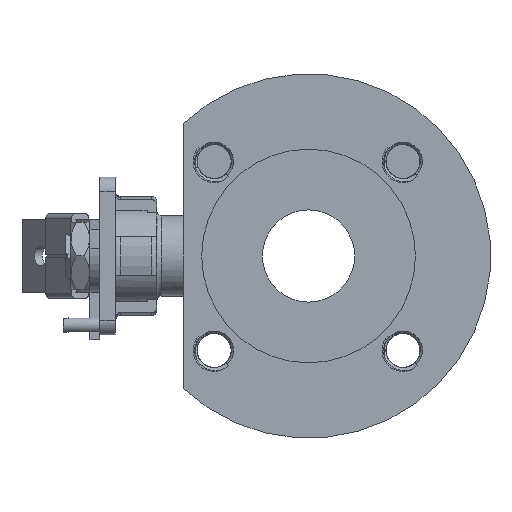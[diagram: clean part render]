
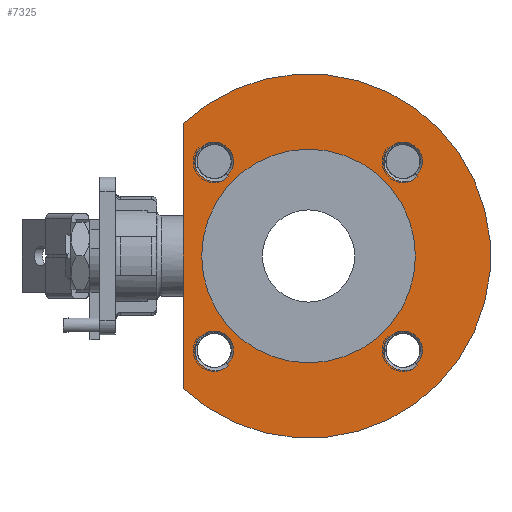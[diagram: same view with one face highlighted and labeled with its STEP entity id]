
A CAD part, left-side view. The second image highlights one B-rep face of the part: STEP entity #7325.
In plain terms, the highlighted planar face has unit normal (-1, 0, 0).
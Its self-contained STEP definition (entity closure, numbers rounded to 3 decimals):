
#643=CIRCLE('',#7733,8.);
#644=CIRCLE('',#7734,8.);
#645=CIRCLE('',#7735,44.);
#646=CIRCLE('',#7736,75.);
#647=CIRCLE('',#7737,8.);
#648=CIRCLE('',#7738,8.);
#880=B_SPLINE_CURVE_WITH_KNOTS('',3,(#17331,#17332,#17333,#17334),
 .UNSPECIFIED.,.F.,.F.,(4,4),(0.,1.),.UNSPECIFIED.);
#883=B_SPLINE_CURVE_WITH_KNOTS('',3,(#18874,#18875,#18876,#18877,#18878),
 .UNSPECIFIED.,.F.,.F.,(4,1,4),(0.,0.5,1.),.UNSPECIFIED.);
#903=B_SPLINE_CURVE_WITH_KNOTS('',3,(#26258,#26259,#26260,#26261,#26262),
 .UNSPECIFIED.,.F.,.F.,(4,1,4),(0.,0.5,1.),.UNSPECIFIED.);
#907=B_SPLINE_CURVE_WITH_KNOTS('',3,(#27697,#27698,#27699,#27700),
 .UNSPECIFIED.,.F.,.F.,(4,4),(0.,1.),.UNSPECIFIED.);
#920=B_SPLINE_CURVE_WITH_KNOTS('',3,(#32268,#32269,#32270,#32271),
 .UNSPECIFIED.,.F.,.F.,(4,4),(0.,1.),.UNSPECIFIED.);
#923=B_SPLINE_CURVE_WITH_KNOTS('',3,(#33631,#33632,#33633,#33634,#33635),
 .UNSPECIFIED.,.F.,.F.,(4,1,4),(0.,0.5,1.),.UNSPECIFIED.);
#943=B_SPLINE_CURVE_WITH_KNOTS('',3,(#41024,#41025,#41026,#41027,#41028),
 .UNSPECIFIED.,.F.,.F.,(4,1,4),(0.,0.5,1.),.UNSPECIFIED.);
#947=B_SPLINE_CURVE_WITH_KNOTS('',3,(#42460,#42461,#42462,#42463),
 .UNSPECIFIED.,.F.,.F.,(4,4),(0.,1.),.UNSPECIFIED.);
#1771=ORIENTED_EDGE('',*,*,#3776,.F.);
#1772=ORIENTED_EDGE('',*,*,#4097,.T.);
#1773=ORIENTED_EDGE('',*,*,#3770,.T.);
#1774=ORIENTED_EDGE('',*,*,#3771,.F.);
#1775=ORIENTED_EDGE('',*,*,#3958,.F.);
#1776=ORIENTED_EDGE('',*,*,#4098,.T.);
#1777=ORIENTED_EDGE('',*,*,#3952,.T.);
#1778=ORIENTED_EDGE('',*,*,#3953,.F.);
#1779=ORIENTED_EDGE('',*,*,#4099,.F.);
#1780=ORIENTED_EDGE('',*,*,#4100,.T.);
#1781=ORIENTED_EDGE('',*,*,#4101,.T.);
#1782=ORIENTED_EDGE('',*,*,#4063,.F.);
#1783=ORIENTED_EDGE('',*,*,#4102,.T.);
#1784=ORIENTED_EDGE('',*,*,#4043,.T.);
#1785=ORIENTED_EDGE('',*,*,#4083,.F.);
#1786=ORIENTED_EDGE('',*,*,#3881,.F.);
#1787=ORIENTED_EDGE('',*,*,#4103,.T.);
#1788=ORIENTED_EDGE('',*,*,#3861,.T.);
#1789=ORIENTED_EDGE('',*,*,#3901,.F.);
#3770=EDGE_CURVE('',#4937,#4938,#5764,.T.);
#3771=EDGE_CURVE('',#4939,#4938,#880,.F.);
#3776=EDGE_CURVE('',#4943,#4939,#883,.F.);
#3861=EDGE_CURVE('',#5022,#5023,#5769,.T.);
#3881=EDGE_CURVE('',#5043,#5044,#903,.F.);
#3901=EDGE_CURVE('',#5044,#5023,#907,.F.);
#3952=EDGE_CURVE('',#5107,#5108,#5774,.T.);
#3953=EDGE_CURVE('',#5109,#5108,#920,.F.);
#3958=EDGE_CURVE('',#5113,#5109,#923,.F.);
#4043=EDGE_CURVE('',#5192,#5193,#5779,.T.);
#4063=EDGE_CURVE('',#5213,#5214,#943,.F.);
#4083=EDGE_CURVE('',#5214,#5193,#947,.F.);
#4097=EDGE_CURVE('',#4943,#4937,#643,.T.);
#4098=EDGE_CURVE('',#5113,#5107,#644,.T.);
#4099=EDGE_CURVE('',#5240,#5240,#645,.T.);
#4100=EDGE_CURVE('',#5241,#5242,#5781,.T.);
#4101=EDGE_CURVE('',#5242,#5241,#646,.T.);
#4102=EDGE_CURVE('',#5213,#5192,#647,.T.);
#4103=EDGE_CURVE('',#5043,#5022,#648,.T.);
#4937=VERTEX_POINT('',#16395);
#4938=VERTEX_POINT('',#16397);
#4939=VERTEX_POINT('',#17335);
#4943=VERTEX_POINT('',#18879);
#5022=VERTEX_POINT('',#23955);
#5023=VERTEX_POINT('',#23957);
#5043=VERTEX_POINT('',#26263);
#5044=VERTEX_POINT('',#26264);
#5107=VERTEX_POINT('',#31336);
#5108=VERTEX_POINT('',#31338);
#5109=VERTEX_POINT('',#32272);
#5113=VERTEX_POINT('',#33636);
#5192=VERTEX_POINT('',#38729);
#5193=VERTEX_POINT('',#38731);
#5213=VERTEX_POINT('',#41029);
#5214=VERTEX_POINT('',#41030);
#5240=VERTEX_POINT('',#42504);
#5241=VERTEX_POINT('',#42506);
#5242=VERTEX_POINT('',#42507);
#5764=LINE('',#16398,#6125);
#5769=LINE('',#23958,#6130);
#5774=LINE('',#31339,#6135);
#5779=LINE('',#38732,#6140);
#5781=LINE('',#42505,#6142);
#6125=VECTOR('',#8378,1000.);
#6130=VECTOR('',#8391,1000.);
#6135=VECTOR('',#8404,1000.);
#6140=VECTOR('',#8417,1000.);
#6142=VECTOR('',#8453,1000.);
#6478=EDGE_LOOP('',(#1771,#1772,#1773,#1774));
#6479=EDGE_LOOP('',(#1775,#1776,#1777,#1778));
#6480=EDGE_LOOP('',(#1779));
#6481=EDGE_LOOP('',(#1780,#1781));
#6482=EDGE_LOOP('',(#1782,#1783,#1784,#1785));
#6483=EDGE_LOOP('',(#1786,#1787,#1788,#1789));
#6857=FACE_BOUND('',#6478,.T.);
#6858=FACE_BOUND('',#6479,.T.);
#6859=FACE_BOUND('',#6480,.T.);
#6860=FACE_BOUND('',#6481,.T.);
#6861=FACE_BOUND('',#6482,.T.);
#6862=FACE_BOUND('',#6483,.T.);
#7179=PLANE('',#7732);
#7325=ADVANCED_FACE('',(#6857,#6858,#6859,#6860,#6861,#6862),#7179,.T.);
#7732=AXIS2_PLACEMENT_3D('',#42500,#8445,#8446);
#7733=AXIS2_PLACEMENT_3D('',#42501,#8447,#8448);
#7734=AXIS2_PLACEMENT_3D('',#42502,#8449,#8450);
#7735=AXIS2_PLACEMENT_3D('',#42503,#8451,#8452);
#7736=AXIS2_PLACEMENT_3D('',#42508,#8454,#8455);
#7737=AXIS2_PLACEMENT_3D('',#42509,#8456,#8457);
#7738=AXIS2_PLACEMENT_3D('',#42510,#8458,#8459);
#8378=DIRECTION('',(0.,-0.707,-0.707));
#8391=DIRECTION('',(0.,-0.707,-0.707));
#8404=DIRECTION('',(0.,-0.707,-0.707));
#8417=DIRECTION('',(0.,-0.707,-0.707));
#8445=DIRECTION('',(-1.,0.,0.));
#8446=DIRECTION('',(0.,0.,1.));
#8447=DIRECTION('',(1.,0.,0.));
#8448=DIRECTION('',(0.,0.,1.));
#8449=DIRECTION('',(1.,0.,0.));
#8450=DIRECTION('',(0.,0.,1.));
#8451=DIRECTION('',(-1.,0.,0.));
#8452=DIRECTION('',(0.,0.,1.));
#8453=DIRECTION('',(0.,0.,-1.));
#8454=DIRECTION('',(-1.,0.,0.));
#8455=DIRECTION('',(0.,0.,1.));
#8456=DIRECTION('',(1.,0.,0.));
#8457=DIRECTION('',(0.,0.,1.));
#8458=DIRECTION('',(1.,0.,0.));
#8459=DIRECTION('',(0.,0.,1.));
#16395=CARTESIAN_POINT('',(-29.5,-44.548,33.234));
#16397=CARTESIAN_POINT('',(-29.5,-44.91,32.872));
#16398=CARTESIAN_POINT('',(-29.5,-38.891,38.891));
#17331=CARTESIAN_POINT('',(-29.5,-44.91,32.872));
#17332=CARTESIAN_POINT('',(-29.5,-44.393,32.295));
#17333=CARTESIAN_POINT('',(-29.5,-43.81,31.796));
#17334=CARTESIAN_POINT('',(-29.5,-43.159,31.375));
#17335=CARTESIAN_POINT('',(-29.5,-43.159,31.375));
#18874=CARTESIAN_POINT('',(-29.5,-43.159,31.375));
#18875=CARTESIAN_POINT('',(-29.5,-41.851,30.754));
#18876=CARTESIAN_POINT('',(-29.5,-38.954,30.18));
#18877=CARTESIAN_POINT('',(-29.5,-36.122,31.14));
#18878=CARTESIAN_POINT('',(-29.5,-34.946,31.931));
#18879=CARTESIAN_POINT('',(-29.5,-34.946,31.931));
#23955=CARTESIAN_POINT('',(-29.5,-44.548,-44.548));
#23957=CARTESIAN_POINT('',(-29.5,-44.912,-44.912));
#23958=CARTESIAN_POINT('',(-29.5,0.,0.));
#26258=CARTESIAN_POINT('',(-29.5,-43.216,-46.375));
#26259=CARTESIAN_POINT('',(-29.5,-41.907,-47.008));
#26260=CARTESIAN_POINT('',(-29.5,-39.003,-47.604));
#26261=CARTESIAN_POINT('',(-29.5,-36.157,-46.655));
#26262=CARTESIAN_POINT('',(-29.5,-34.972,-45.865));
#26263=CARTESIAN_POINT('',(-29.5,-34.972,-45.865));
#26264=CARTESIAN_POINT('',(-29.5,-43.216,-46.375));
#27697=CARTESIAN_POINT('',(-29.5,-44.912,-44.912));
#27698=CARTESIAN_POINT('',(-29.5,-44.41,-45.473));
#27699=CARTESIAN_POINT('',(-29.5,-43.845,-45.961));
#27700=CARTESIAN_POINT('',(-29.5,-43.216,-46.375));
#31336=CARTESIAN_POINT('',(-29.5,33.234,33.234));
#31338=CARTESIAN_POINT('',(-29.5,32.871,32.871));
#31339=CARTESIAN_POINT('',(-29.5,0.,0.));
#32268=CARTESIAN_POINT('',(-29.5,32.871,32.871));
#32269=CARTESIAN_POINT('',(-29.5,33.379,32.302));
#32270=CARTESIAN_POINT('',(-29.5,33.953,31.81));
#32271=CARTESIAN_POINT('',(-29.5,34.591,31.393));
#32272=CARTESIAN_POINT('',(-29.5,34.591,31.393));
#33631=CARTESIAN_POINT('',(-29.5,34.591,31.393));
#33632=CARTESIAN_POINT('',(-29.5,35.9,30.764));
#33633=CARTESIAN_POINT('',(-29.5,38.801,30.178));
#33634=CARTESIAN_POINT('',(-29.5,41.641,31.133));
#33635=CARTESIAN_POINT('',(-29.5,42.821,31.923));
#33636=CARTESIAN_POINT('',(-29.5,42.821,31.923));
#38729=CARTESIAN_POINT('',(-29.5,33.234,-44.548));
#38731=CARTESIAN_POINT('',(-29.5,32.866,-44.916));
#38732=CARTESIAN_POINT('',(-29.5,38.891,-38.891));
#41024=CARTESIAN_POINT('',(-29.5,34.474,-46.321));
#41025=CARTESIAN_POINT('',(-29.5,35.782,-46.975));
#41026=CARTESIAN_POINT('',(-29.5,38.697,-47.607));
#41027=CARTESIAN_POINT('',(-29.5,41.568,-46.676));
#41028=CARTESIAN_POINT('',(-29.5,42.767,-45.889));
#41029=CARTESIAN_POINT('',(-29.5,42.767,-45.889));
#41030=CARTESIAN_POINT('',(-29.5,34.474,-46.321));
#42460=CARTESIAN_POINT('',(-29.5,32.866,-44.916));
#42461=CARTESIAN_POINT('',(-29.5,33.344,-45.451));
#42462=CARTESIAN_POINT('',(-29.5,33.88,-45.919));
#42463=CARTESIAN_POINT('',(-29.5,34.474,-46.321));
#42500=CARTESIAN_POINT('',(-29.5,0.,0.));
#42501=CARTESIAN_POINT('',(-29.5,-38.891,38.891));
#42502=CARTESIAN_POINT('',(-29.5,38.891,38.891));
#42503=CARTESIAN_POINT('',(-29.5,0.,0.));
#42504=CARTESIAN_POINT('',(-29.5,0.,44.));
#42505=CARTESIAN_POINT('',(-29.5,51.5,-54.523));
#42506=CARTESIAN_POINT('',(-29.5,51.5,54.523));
#42507=CARTESIAN_POINT('',(-29.5,51.5,-54.523));
#42508=CARTESIAN_POINT('',(-29.5,0.,0.));
#42509=CARTESIAN_POINT('',(-29.5,38.891,-38.891));
#42510=CARTESIAN_POINT('',(-29.5,-38.891,-38.891));
